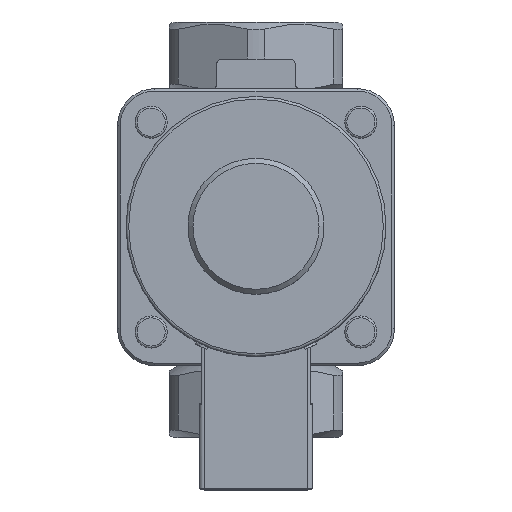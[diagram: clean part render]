
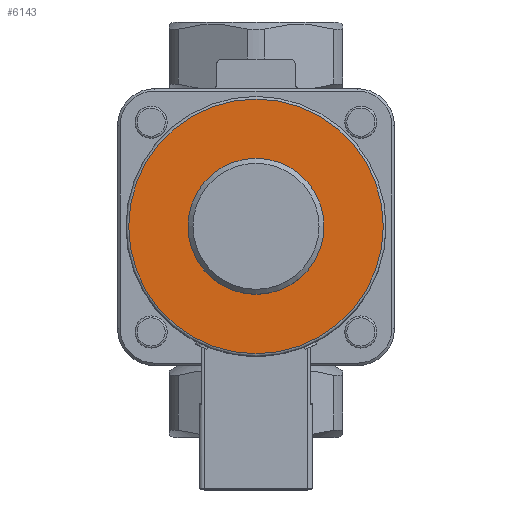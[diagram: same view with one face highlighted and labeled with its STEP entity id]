
A CAD part, top view. The second image highlights one B-rep face of the part: STEP entity #6143.
In plain terms, the highlighted planar face has unit normal (0, 0, 1).
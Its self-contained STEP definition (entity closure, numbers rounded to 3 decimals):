
#1251=FACE_BOUND('',#1771,.T.);
#1353=FACE_OUTER_BOUND('',#1770,.T.);
#1770=EDGE_LOOP('',(#4249));
#1771=EDGE_LOOP('',(#4250));
#2217=CIRCLE('',#6579,51.5);
#2218=CIRCLE('',#6580,27.5);
#2601=VERTEX_POINT('',#9488);
#2602=VERTEX_POINT('',#9490);
#3231=EDGE_CURVE('',#2601,#2601,#2217,.T.);
#3232=EDGE_CURVE('',#2602,#2602,#2218,.T.);
#4249=ORIENTED_EDGE('',*,*,#3231,.F.);
#4250=ORIENTED_EDGE('',*,*,#3232,.F.);
#5975=PLANE('',#6578);
#6143=ADVANCED_FACE('',(#1353,#1251),#5975,.T.);
#6578=AXIS2_PLACEMENT_3D('',#9487,#7442,#7443);
#6579=AXIS2_PLACEMENT_3D('',#9489,#7444,#7445);
#6580=AXIS2_PLACEMENT_3D('',#9491,#7446,#7447);
#7442=DIRECTION('center_axis',(0.,0.,
1.));
#7443=DIRECTION('ref_axis',(1.,0.,0.));
#7444=DIRECTION('center_axis',(0.,0.,
-1.));
#7445=DIRECTION('ref_axis',(0.,1.,0.));
#7446=DIRECTION('center_axis',(0.,0.,
1.));
#7447=DIRECTION('ref_axis',(0.,-1.,0.));
#9487=CARTESIAN_POINT('Origin',(0.,136.134,216.36));
#9488=CARTESIAN_POINT('',(0.,136.5,216.36));
#9489=CARTESIAN_POINT('Origin',(0.,85.,216.36));
#9490=CARTESIAN_POINT('',(0.,112.5,216.36));
#9491=CARTESIAN_POINT('Origin',(0.,85.,216.36));
